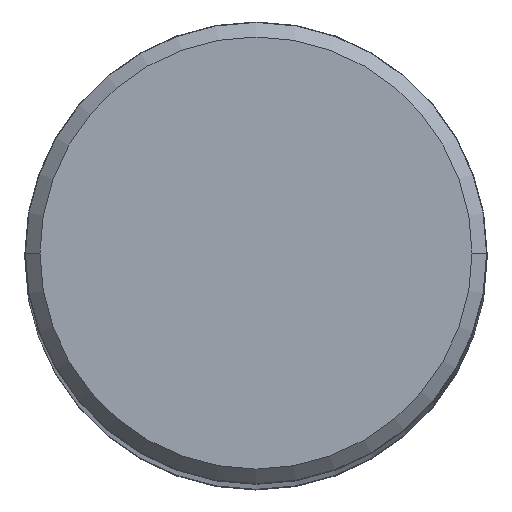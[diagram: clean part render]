
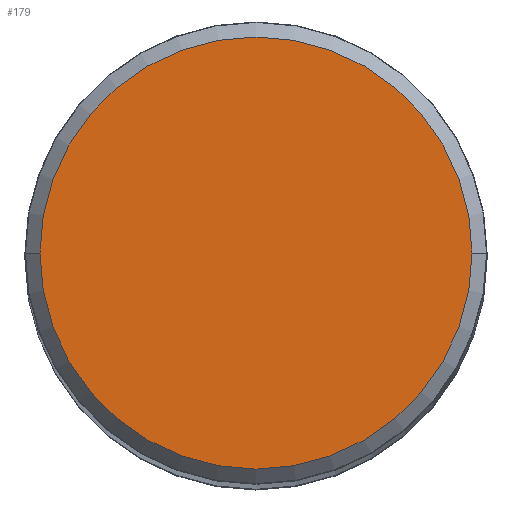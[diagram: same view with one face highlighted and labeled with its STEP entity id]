
A CAD part, top view. The second image highlights one B-rep face of the part: STEP entity #179.
In plain terms, the highlighted planar face has unit normal (0, 0, 1).
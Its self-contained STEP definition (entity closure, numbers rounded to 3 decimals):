
#122=FACE_OUTER_BOUND('',#246,.T.);
#179=ADVANCED_FACE('',(#122),#211,.F.);
#211=PLANE('',#1080);
#246=EDGE_LOOP('',(#390,#391));
#390=ORIENTED_EDGE('',*,*,#628,.T.);
#391=ORIENTED_EDGE('',*,*,#629,.T.);
#540=VERTEX_POINT('',#1703);
#541=VERTEX_POINT('',#1704);
#628=EDGE_CURVE('',#540,#541,#742,.T.);
#629=EDGE_CURVE('',#541,#540,#743,.T.);
#742=CIRCLE('',#1078,14.836);
#743=CIRCLE('',#1079,14.836);
#1078=AXIS2_PLACEMENT_3D('',#1702,#1345,#1346);
#1079=AXIS2_PLACEMENT_3D('',#1705,#1347,#1348);
#1080=AXIS2_PLACEMENT_3D('',#1706,#1349,#1350);
#1345=DIRECTION('',(0.,0.,1.));
#1346=DIRECTION('',(-1.,0.,0.));
#1347=DIRECTION('',(0.,0.,1.));
#1348=DIRECTION('',(1.,0.,0.));
#1349=DIRECTION('',(0.,0.,-1.));
#1350=DIRECTION('',(1.,0.,0.));
#1702=CARTESIAN_POINT('',(0.,0.,0.));
#1703=CARTESIAN_POINT('',(-14.836,0.,0.));
#1704=CARTESIAN_POINT('',(14.836,0.,0.));
#1705=CARTESIAN_POINT('',(0.,0.,0.));
#1706=CARTESIAN_POINT('',(0.,0.,0.));
